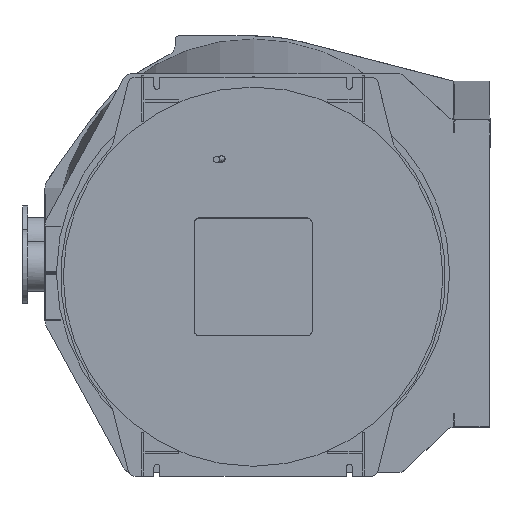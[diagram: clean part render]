
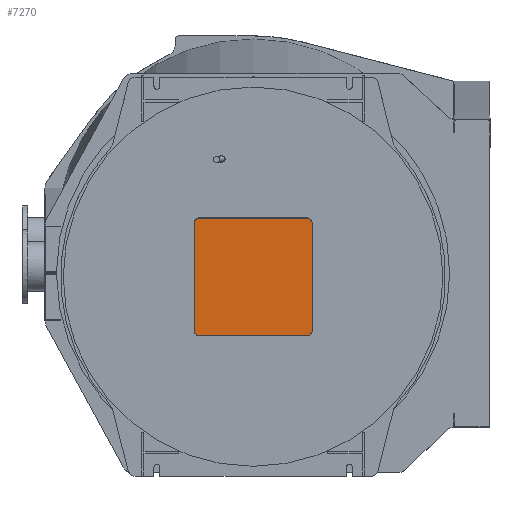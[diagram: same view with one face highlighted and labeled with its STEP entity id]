
A CAD part, left-side view. The second image highlights one B-rep face of the part: STEP entity #7270.
In plain terms, the highlighted face is planar.
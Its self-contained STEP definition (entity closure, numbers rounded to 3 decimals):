
#545=CIRCLE('',#7949,30.);
#547=CIRCLE('',#7953,30.);
#549=CIRCLE('',#7957,30.);
#551=CIRCLE('',#7961,30.);
#919=FACE_OUTER_BOUND('',#1286,.T.);
#1286=EDGE_LOOP('',(#6395,#6396,#6397,#6398,#6399,#6400,#6401,#6402));
#1981=LINE('',#12705,#2683);
#1985=LINE('',#12717,#2687);
#1989=LINE('',#12729,#2691);
#1993=LINE('',#12741,#2695);
#2683=VECTOR('',#9747,10.);
#2687=VECTOR('',#9759,10.);
#2691=VECTOR('',#9771,10.);
#2695=VECTOR('',#9783,10.);
#3394=VERTEX_POINT('',#12702);
#3395=VERTEX_POINT('',#12704);
#3397=VERTEX_POINT('',#12710);
#3399=VERTEX_POINT('',#12716);
#3401=VERTEX_POINT('',#12722);
#3403=VERTEX_POINT('',#12728);
#3405=VERTEX_POINT('',#12734);
#3407=VERTEX_POINT('',#12740);
#4419=EDGE_CURVE('',#3395,#3394,#1981,.T.);
#4422=EDGE_CURVE('',#3397,#3395,#545,.T.);
#4425=EDGE_CURVE('',#3399,#3397,#1985,.T.);
#4428=EDGE_CURVE('',#3401,#3399,#547,.T.);
#4431=EDGE_CURVE('',#3403,#3401,#1989,.T.);
#4434=EDGE_CURVE('',#3405,#3403,#549,.T.);
#4437=EDGE_CURVE('',#3407,#3405,#1993,.T.);
#4440=EDGE_CURVE('',#3394,#3407,#551,.T.);
#6395=ORIENTED_EDGE('',*,*,#4440,.T.);
#6396=ORIENTED_EDGE('',*,*,#4437,.T.);
#6397=ORIENTED_EDGE('',*,*,#4434,.T.);
#6398=ORIENTED_EDGE('',*,*,#4431,.T.);
#6399=ORIENTED_EDGE('',*,*,#4428,.T.);
#6400=ORIENTED_EDGE('',*,*,#4425,.T.);
#6401=ORIENTED_EDGE('',*,*,#4422,.T.);
#6402=ORIENTED_EDGE('',*,*,#4419,.T.);
#6951=PLANE('',#7962);
#7270=ADVANCED_FACE('',(#919),#6951,.T.);
#7949=AXIS2_PLACEMENT_3D('',#12711,#9753,#9754);
#7953=AXIS2_PLACEMENT_3D('',#12723,#9765,#9766);
#7957=AXIS2_PLACEMENT_3D('',#12735,#9777,#9778);
#7961=AXIS2_PLACEMENT_3D('',#12745,#9789,#9790);
#7962=AXIS2_PLACEMENT_3D('',#12746,#9791,#9792);
#9747=DIRECTION('',(0.,-1.,0.));
#9753=DIRECTION('center_axis',(0.,0.,1.));
#9754=DIRECTION('ref_axis',(0.,1.,0.));
#9759=DIRECTION('',(-1.,0.,0.));
#9765=DIRECTION('center_axis',(0.,0.,1.));
#9766=DIRECTION('ref_axis',(1.,0.,0.));
#9771=DIRECTION('',(0.,1.,0.));
#9777=DIRECTION('center_axis',(0.,0.,1.));
#9778=DIRECTION('ref_axis',(0.,-1.,0.));
#9783=DIRECTION('',(1.,0.,0.));
#9789=DIRECTION('center_axis',(0.,0.,1.));
#9790=DIRECTION('ref_axis',(-1.,0.,0.));
#9791=DIRECTION('center_axis',(0.,0.,1.));
#9792=DIRECTION('ref_axis',(1.,0.,0.));
#12702=CARTESIAN_POINT('',(-325.,-295.,378.));
#12704=CARTESIAN_POINT('',(-325.,295.,378.));
#12705=CARTESIAN_POINT('',(-325.,295.,378.));
#12710=CARTESIAN_POINT('',(-295.,325.,378.));
#12711=CARTESIAN_POINT('Origin',(-295.,295.,378.));
#12716=CARTESIAN_POINT('',(295.,325.,378.));
#12717=CARTESIAN_POINT('',(295.,325.,378.));
#12722=CARTESIAN_POINT('',(325.,295.,378.));
#12723=CARTESIAN_POINT('Origin',(295.,295.,378.));
#12728=CARTESIAN_POINT('',(325.,-295.,378.));
#12729=CARTESIAN_POINT('',(325.,-295.,378.));
#12734=CARTESIAN_POINT('',(295.,-325.,378.));
#12735=CARTESIAN_POINT('Origin',(295.,-295.,378.));
#12740=CARTESIAN_POINT('',(-295.,-325.,378.));
#12741=CARTESIAN_POINT('',(-295.,-325.,378.));
#12745=CARTESIAN_POINT('Origin',(-295.,-295.,378.));
#12746=CARTESIAN_POINT('Origin',(0.,0.,378.));
